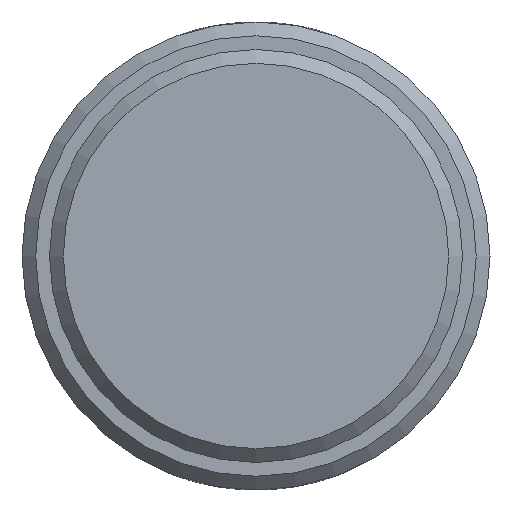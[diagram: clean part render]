
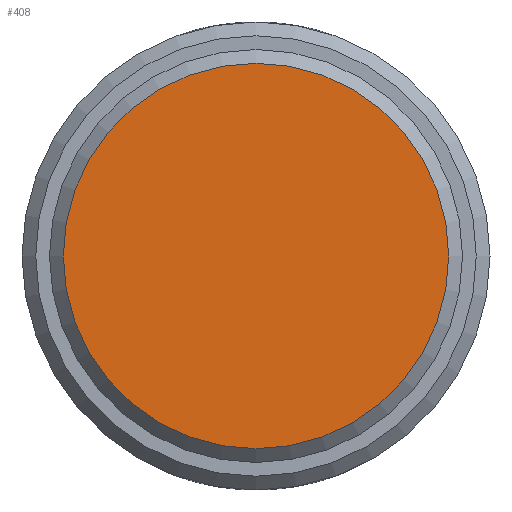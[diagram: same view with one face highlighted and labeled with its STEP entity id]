
A CAD part, left-side view. The second image highlights one B-rep face of the part: STEP entity #408.
In plain terms, the highlighted planar face has unit normal (-1, 0, 0).
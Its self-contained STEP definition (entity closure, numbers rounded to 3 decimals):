
#365=CARTESIAN_POINT('',(0.,7.,0.));
#366=VERTEX_POINT('',#365);
#367=CARTESIAN_POINT('',(0.,0.,0.0));
#368=DIRECTION('',(1.0,0.0,0.0));
#369=DIRECTION('',(0.0,-1.0,0.0));
#370=AXIS2_PLACEMENT_3D('',#367,#368,#369);
#371=CIRCLE('',#370,7.);
#372=EDGE_CURVE('',#366,#366,#371,.T.);
#400=CARTESIAN_POINT('',(0.0,3.75,0.0));
#401=DIRECTION('',(-1.0,0.0,0.0));
#402=DIRECTION('',(0.0,0.0,1.0));
#403=AXIS2_PLACEMENT_3D('',#400,#401,#402);
#404=PLANE('',#403);
#405=ORIENTED_EDGE('',*,*,#372,.F.);
#406=EDGE_LOOP('',(#405));
#407=FACE_OUTER_BOUND('',#406,.T.);
#408=ADVANCED_FACE('',(#407),#404,.T.);
